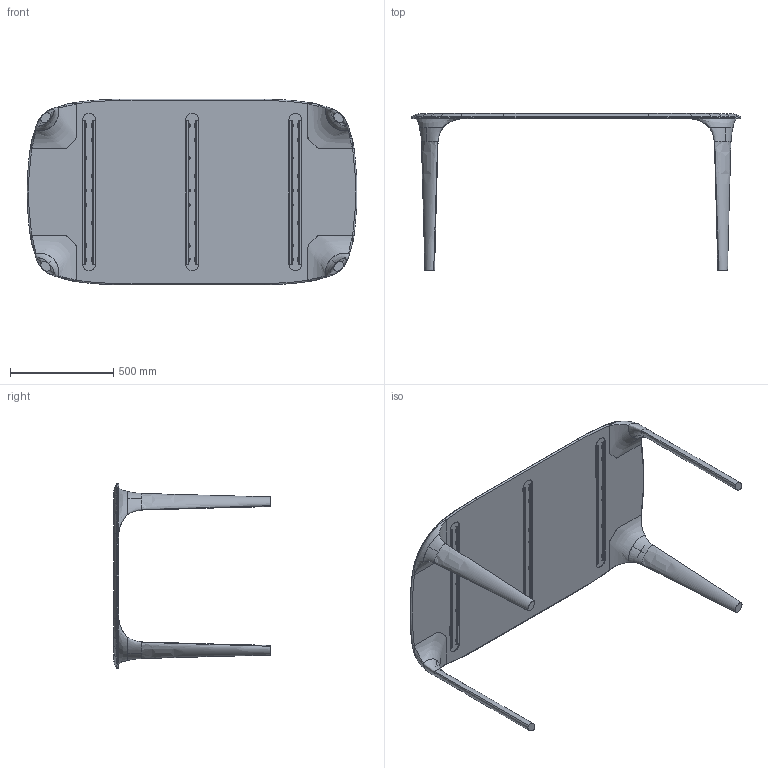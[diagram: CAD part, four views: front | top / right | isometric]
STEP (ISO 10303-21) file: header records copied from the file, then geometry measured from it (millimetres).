
FILE_DESCRIPTION (( 'STEP AP203' ), '1' );
FILE_NAME ('Trpezarisjki stol 160x90 - sklop.STEP', '2023-11-23T10:40:54', ( '' ), ( '' ), 'SwSTEP 2.0', 'SolidWorks 2023', '' );
FILE_SCHEMA (( 'CONFIG_CONTROL_DESIGN' ));
Length unit declared in the file: millimetre
Products named in the file (1): Trpezarisjki stol 160x90 - sklop
Bounding box: 1598.33 x 760 x 900 mm (x, y, z)
Surface area: 4139560.8 mm2 (no closed solid volume)
Topology: 0 solids, 56 shells, 1524 faces, 4166 edges, 2725 vertices
Faces by surface type: plane 977, cylinder 313, cone 72, sphere 72, bspline 46, torus 44
Entity records: 62619 total; most frequent: CARTESIAN_POINT 23200, DIRECTION 8507, ORIENTED_EDGE 8172, EDGE_CURVE 4094, AXIS2_PLACEMENT_3D 3134, VERTEX_POINT 2725, LINE 2239, VECTOR 2239
